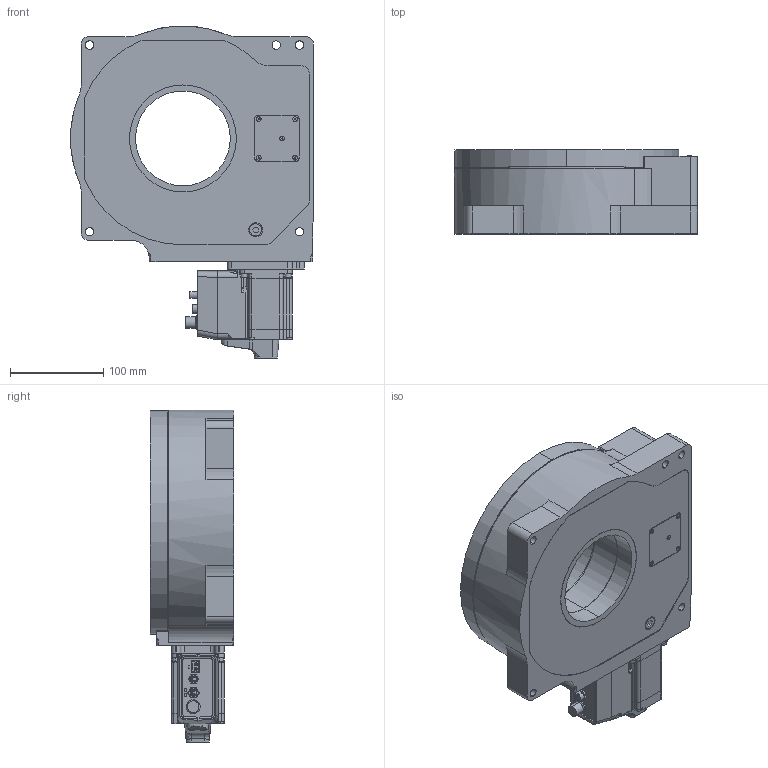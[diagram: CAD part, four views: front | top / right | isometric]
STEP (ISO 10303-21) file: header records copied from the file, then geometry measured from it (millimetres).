
FILE_DESCRIPTION (( 'STEP AP203' ), '1' );
FILE_NAME ('X-RST240x-E08.step', '2023-11-02T21:48:20', ( '' ), ( '' ), 'SwSTEP 2.0', 'SolidWorks 2019', '' );
FILE_SCHEMA (( 'CONFIG_CONTROL_DESIGN' ));
Length unit declared in the file: millimetre
Products named in the file (4): RST240_top^RST240; X-RST240x-E08; NMS23_motor^RST240_X-RST240-E08; RST240_base^RST240
Assembly tree (3 placements, depth 2):
  X-RST240x-E08
    RST240_base^RST240
    RST240_top^RST240
    NMS23_motor^RST240_X-RST240-E08
Bounding box: 260.47 x 90 x 355.75 mm (x, y, z)
Volume: 4648678.2 mm3; surface area: 445151.1 mm2
Topology: 47 solids, 47 shells, 1099 faces, 2659 edges, 1740 vertices
Faces by surface type: plane 591, cylinder 399, cone 61, torus 26, bspline 20, sphere 2
Entity records: 33871 total; most frequent: CARTESIAN_POINT 7305, DIRECTION 5581, ORIENTED_EDGE 5264, EDGE_CURVE 2632, AXIS2_PLACEMENT_3D 1989, VERTEX_POINT 1740, LINE 1603, VECTOR 1603
